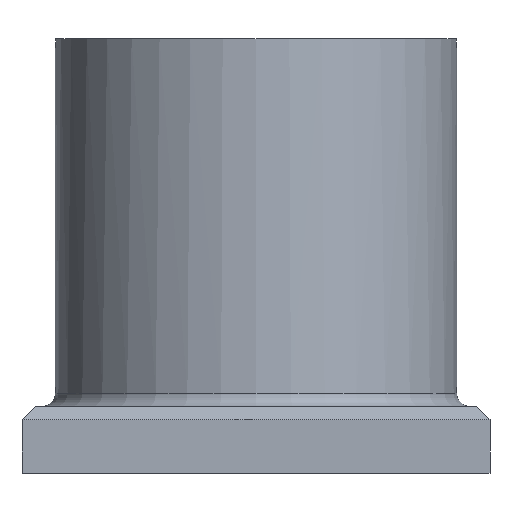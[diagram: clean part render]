
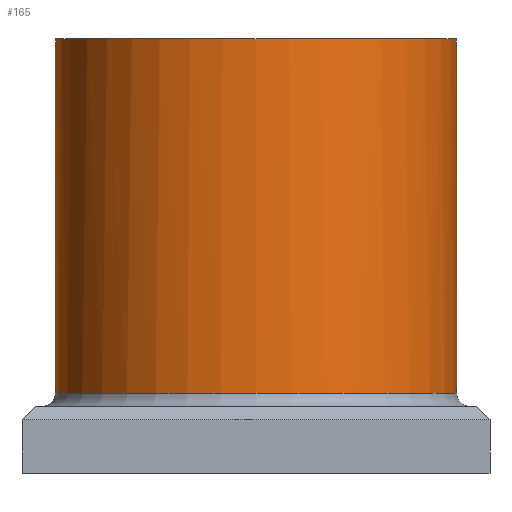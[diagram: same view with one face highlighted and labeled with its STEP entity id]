
A CAD part, front view. The second image highlights one B-rep face of the part: STEP entity #165.
In plain terms, the highlighted cylindrical face has radius 15.24 mm (diameter 30.48 mm), a partial arc.
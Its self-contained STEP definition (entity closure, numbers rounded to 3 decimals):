
#21 = EDGE_CURVE('',#22,#24,#26,.T.);
#22 = VERTEX_POINT('',#23);
#23 = CARTESIAN_POINT('',(-15.24,0.,6.096));
#24 = VERTEX_POINT('',#25);
#25 = CARTESIAN_POINT('',(-15.24,0.,32.02));
#26 = SURFACE_CURVE('',#27,(#31,#43),.PCURVE_S1.);
#27 = LINE('',#28,#29);
#28 = CARTESIAN_POINT('',(-15.24,0.,0.));
#29 = VECTOR('',#30,1.);
#30 = DIRECTION('',(0.,0.,1.));
#31 = PCURVE('',#32,#37);
#32 = PLANE('',#33);
#33 = AXIS2_PLACEMENT_3D('',#34,#35,#36);
#34 = CARTESIAN_POINT('',(-15.24,0.,0.));
#35 = DIRECTION('',(0.,1.,0.));
#36 = DIRECTION('',(1.,0.,0.));
#37 = DEFINITIONAL_REPRESENTATION('',(#38),#42);
#38 = LINE('',#39,#40);
#39 = CARTESIAN_POINT('',(0.,0.));
#40 = VECTOR('',#41,1.);
#41 = DIRECTION('',(0.,-1.));
#42 = ( GEOMETRIC_REPRESENTATION_CONTEXT(2) 
PARAMETRIC_REPRESENTATION_CONTEXT() REPRESENTATION_CONTEXT('2D SPACE',''
  ) );
#43 = PCURVE('',#44,#49);
#44 = CYLINDRICAL_SURFACE('',#45,15.24);
#45 = AXIS2_PLACEMENT_3D('',#46,#47,#48);
#46 = CARTESIAN_POINT('',(0.,0.,0.));
#47 = DIRECTION('',(-0.,-0.,-1.));
#48 = DIRECTION('',(1.,0.,0.));
#49 = DEFINITIONAL_REPRESENTATION('',(#50),#54);
#50 = LINE('',#51,#52);
#51 = CARTESIAN_POINT('',(-3.142,0.));
#52 = VECTOR('',#53,1.);
#53 = DIRECTION('',(-0.,-1.));
#54 = ( GEOMETRIC_REPRESENTATION_CONTEXT(2) 
PARAMETRIC_REPRESENTATION_CONTEXT() REPRESENTATION_CONTEXT('2D SPACE',''
  ) );
#72 = PLANE('',#73);
#73 = AXIS2_PLACEMENT_3D('',#74,#75,#76);
#74 = CARTESIAN_POINT('',(-15.24,-0.5,32.52));
#75 = DIRECTION('',(0.,0.707,0.707));
#76 = DIRECTION('',(-1.,0.,0.));
#165 = ADVANCED_FACE('',(#166),#44,.T.);
#166 = FACE_BOUND('',#167,.F.);
#167 = EDGE_LOOP('',(#168,#198,#225,#226,#253,#282));
#168 = ORIENTED_EDGE('',*,*,#169,.F.);
#169 = EDGE_CURVE('',#170,#172,#174,.T.);
#170 = VERTEX_POINT('',#171);
#171 = CARTESIAN_POINT('',(15.24,0.,6.096));
#172 = VERTEX_POINT('',#173);
#173 = CARTESIAN_POINT('',(15.24,0.,32.02));
#174 = SURFACE_CURVE('',#175,(#179,#186),.PCURVE_S1.);
#175 = LINE('',#176,#177);
#176 = CARTESIAN_POINT('',(15.24,0.,0.));
#177 = VECTOR('',#178,1.);
#178 = DIRECTION('',(0.,0.,1.));
#179 = PCURVE('',#44,#180);
#180 = DEFINITIONAL_REPRESENTATION('',(#181),#185);
#181 = LINE('',#182,#183);
#182 = CARTESIAN_POINT('',(-6.283,0.));
#183 = VECTOR('',#184,1.);
#184 = DIRECTION('',(-0.,-1.));
#185 = ( GEOMETRIC_REPRESENTATION_CONTEXT(2) 
PARAMETRIC_REPRESENTATION_CONTEXT() REPRESENTATION_CONTEXT('2D SPACE',''
  ) );
#186 = PCURVE('',#187,#192);
#187 = PLANE('',#188);
#188 = AXIS2_PLACEMENT_3D('',#189,#190,#191);
#189 = CARTESIAN_POINT('',(12.7,0.,0.));
#190 = DIRECTION('',(0.,1.,0.));
#191 = DIRECTION('',(1.,0.,0.));
#192 = DEFINITIONAL_REPRESENTATION('',(#193),#197);
#193 = LINE('',#194,#195);
#194 = CARTESIAN_POINT('',(2.54,0.));
#195 = VECTOR('',#196,1.);
#196 = DIRECTION('',(0.,-1.));
#197 = ( GEOMETRIC_REPRESENTATION_CONTEXT(2) 
PARAMETRIC_REPRESENTATION_CONTEXT() REPRESENTATION_CONTEXT('2D SPACE',''
  ) );
#198 = ORIENTED_EDGE('',*,*,#199,.T.);
#199 = EDGE_CURVE('',#170,#22,#200,.T.);
#200 = SURFACE_CURVE('',#201,(#206,#213),.PCURVE_S1.);
#201 = CIRCLE('',#202,15.24);
#202 = AXIS2_PLACEMENT_3D('',#203,#204,#205);
#203 = CARTESIAN_POINT('',(0.,0.,6.096));
#204 = DIRECTION('',(0.,-0.,-1.));
#205 = DIRECTION('',(1.,0.,0.));
#206 = PCURVE('',#44,#207);
#207 = DEFINITIONAL_REPRESENTATION('',(#208),#212);
#208 = LINE('',#209,#210);
#209 = CARTESIAN_POINT('',(-6.283,-6.096));
#210 = VECTOR('',#211,1.);
#211 = DIRECTION('',(1.,-0.));
#212 = ( GEOMETRIC_REPRESENTATION_CONTEXT(2) 
PARAMETRIC_REPRESENTATION_CONTEXT() REPRESENTATION_CONTEXT('2D SPACE',''
  ) );
#213 = PCURVE('',#214,#219);
#214 = TOROIDAL_SURFACE('',#215,16.256,1.016);
#215 = AXIS2_PLACEMENT_3D('',#216,#217,#218);
#216 = CARTESIAN_POINT('',(0.,0.,6.096));
#217 = DIRECTION('',(0.,0.,1.));
#218 = DIRECTION('',(1.,0.,0.));
#219 = DEFINITIONAL_REPRESENTATION('',(#220),#224);
#220 = LINE('',#221,#222);
#221 = CARTESIAN_POINT('',(-0.,3.142));
#222 = VECTOR('',#223,1.);
#223 = DIRECTION('',(-1.,0.));
#224 = ( GEOMETRIC_REPRESENTATION_CONTEXT(2) 
PARAMETRIC_REPRESENTATION_CONTEXT() REPRESENTATION_CONTEXT('2D SPACE',''
  ) );
#225 = ORIENTED_EDGE('',*,*,#21,.T.);
#226 = ORIENTED_EDGE('',*,*,#227,.T.);
#227 = EDGE_CURVE('',#24,#228,#230,.T.);
#228 = VERTEX_POINT('',#229);
#229 = CARTESIAN_POINT('',(-15.207,-1.,33.02));
#230 = SURFACE_CURVE('',#231,(#236,#246),.PCURVE_S1.);
#231 = ELLIPSE('',#232,21.553,15.24);
#232 = AXIS2_PLACEMENT_3D('',#233,#234,#235);
#233 = CARTESIAN_POINT('',(0.,0.,32.02));
#234 = DIRECTION('',(0.,0.707,0.707));
#235 = DIRECTION('',(0.,0.707,-0.707)
  );
#236 = PCURVE('',#44,#237);
#237 = DEFINITIONAL_REPRESENTATION('',(#238),#245);
#238 = B_SPLINE_CURVE_WITH_KNOTS('',5,(#239,#240,#241,#242,#243,#244),
  .UNSPECIFIED.,.F.,.F.,(6,6),(1.571,1.636),
  .PIECEWISE_BEZIER_KNOTS.);
#239 = CARTESIAN_POINT('',(-3.142,-32.02));
#240 = CARTESIAN_POINT('',(-3.155,-32.22));
#241 = CARTESIAN_POINT('',(-3.168,-32.42));
#242 = CARTESIAN_POINT('',(-3.181,-32.62));
#243 = CARTESIAN_POINT('',(-3.194,-32.82));
#244 = CARTESIAN_POINT('',(-3.207,-33.02));
#245 = ( GEOMETRIC_REPRESENTATION_CONTEXT(2) 
PARAMETRIC_REPRESENTATION_CONTEXT() REPRESENTATION_CONTEXT('2D SPACE',''
  ) );
#246 = PCURVE('',#72,#247);
#247 = DEFINITIONAL_REPRESENTATION('',(#248),#252);
#248 = ELLIPSE('',#249,21.553,15.24);
#249 = AXIS2_PLACEMENT_2D('',#250,#251);
#250 = CARTESIAN_POINT('',(-15.24,-0.707));
#251 = DIRECTION('',(0.,-1.));
#252 = ( GEOMETRIC_REPRESENTATION_CONTEXT(2) 
PARAMETRIC_REPRESENTATION_CONTEXT() REPRESENTATION_CONTEXT('2D SPACE',''
  ) );
#253 = ORIENTED_EDGE('',*,*,#254,.T.);
#254 = EDGE_CURVE('',#228,#255,#257,.T.);
#255 = VERTEX_POINT('',#256);
#256 = CARTESIAN_POINT('',(15.207,-1.,33.02));
#257 = SURFACE_CURVE('',#258,(#263,#270),.PCURVE_S1.);
#258 = CIRCLE('',#259,15.24);
#259 = AXIS2_PLACEMENT_3D('',#260,#261,#262);
#260 = CARTESIAN_POINT('',(0.,0.,33.02));
#261 = DIRECTION('',(0.,0.,1.));
#262 = DIRECTION('',(1.,0.,0.));
#263 = PCURVE('',#44,#264);
#264 = DEFINITIONAL_REPRESENTATION('',(#265),#269);
#265 = LINE('',#266,#267);
#266 = CARTESIAN_POINT('',(-0.,-33.02));
#267 = VECTOR('',#268,1.);
#268 = DIRECTION('',(-1.,0.));
#269 = ( GEOMETRIC_REPRESENTATION_CONTEXT(2) 
PARAMETRIC_REPRESENTATION_CONTEXT() REPRESENTATION_CONTEXT('2D SPACE',''
  ) );
#270 = PCURVE('',#271,#276);
#271 = PLANE('',#272);
#272 = AXIS2_PLACEMENT_3D('',#273,#274,#275);
#273 = CARTESIAN_POINT('',(0.,-7.668,33.02));
#274 = DIRECTION('',(0.,0.,1.));
#275 = DIRECTION('',(1.,0.,0.));
#276 = DEFINITIONAL_REPRESENTATION('',(#277),#281);
#277 = CIRCLE('',#278,15.24);
#278 = AXIS2_PLACEMENT_2D('',#279,#280);
#279 = CARTESIAN_POINT('',(0.,7.668));
#280 = DIRECTION('',(1.,0.));
#281 = ( GEOMETRIC_REPRESENTATION_CONTEXT(2) 
PARAMETRIC_REPRESENTATION_CONTEXT() REPRESENTATION_CONTEXT('2D SPACE',''
  ) );
#282 = ORIENTED_EDGE('',*,*,#283,.T.);
#283 = EDGE_CURVE('',#255,#172,#284,.T.);
#284 = SURFACE_CURVE('',#285,(#290,#300),.PCURVE_S1.);
#285 = ELLIPSE('',#286,21.553,15.24);
#286 = AXIS2_PLACEMENT_3D('',#287,#288,#289);
#287 = CARTESIAN_POINT('',(0.,0.,32.02));
#288 = DIRECTION('',(0.,0.707,0.707));
#289 = DIRECTION('',(0.,0.707,-0.707)
  );
#290 = PCURVE('',#44,#291);
#291 = DEFINITIONAL_REPRESENTATION('',(#292),#299);
#292 = B_SPLINE_CURVE_WITH_KNOTS('',5,(#293,#294,#295,#296,#297,#298),
  .UNSPECIFIED.,.F.,.F.,(6,6),(4.647,4.712),
  .PIECEWISE_BEZIER_KNOTS.);
#293 = CARTESIAN_POINT('',(-6.218,-33.02));
#294 = CARTESIAN_POINT('',(-6.231,-32.82));
#295 = CARTESIAN_POINT('',(-6.244,-32.62));
#296 = CARTESIAN_POINT('',(-6.257,-32.42));
#297 = CARTESIAN_POINT('',(-6.27,-32.22));
#298 = CARTESIAN_POINT('',(-6.283,-32.02));
#299 = ( GEOMETRIC_REPRESENTATION_CONTEXT(2) 
PARAMETRIC_REPRESENTATION_CONTEXT() REPRESENTATION_CONTEXT('2D SPACE',''
  ) );
#300 = PCURVE('',#301,#306);
#301 = PLANE('',#302);
#302 = AXIS2_PLACEMENT_3D('',#303,#304,#305);
#303 = CARTESIAN_POINT('',(12.7,-0.5,32.52));
#304 = DIRECTION('',(0.,0.707,0.707));
#305 = DIRECTION('',(1.,0.,0.));
#306 = DEFINITIONAL_REPRESENTATION('',(#307),#311);
#307 = ELLIPSE('',#308,21.553,15.24);
#308 = AXIS2_PLACEMENT_2D('',#309,#310);
#309 = CARTESIAN_POINT('',(-12.7,0.707));
#310 = DIRECTION('',(0.,1.));
#311 = ( GEOMETRIC_REPRESENTATION_CONTEXT(2) 
PARAMETRIC_REPRESENTATION_CONTEXT() REPRESENTATION_CONTEXT('2D SPACE',''
  ) );
